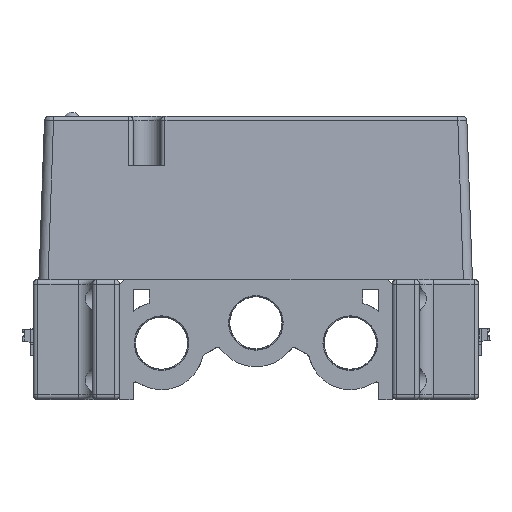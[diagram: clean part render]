
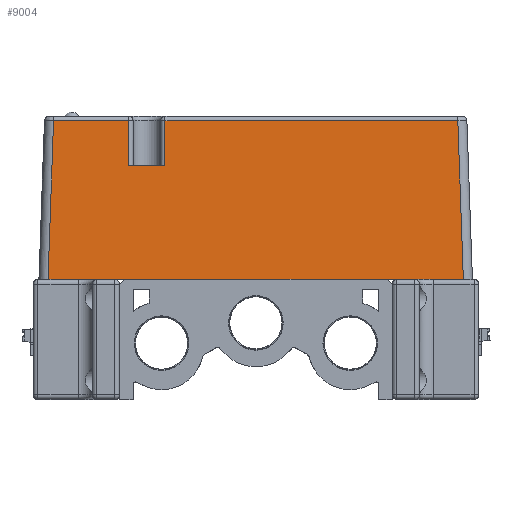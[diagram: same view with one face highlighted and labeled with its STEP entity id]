
A CAD part, front view. The second image highlights one B-rep face of the part: STEP entity #9004.
In plain terms, the highlighted planar face has unit normal (0, -0.999, 0.035).
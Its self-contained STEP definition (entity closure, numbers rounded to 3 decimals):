
#2656=FACE_OUTER_BOUND('',#25337,.T.);
#9004=ADVANCED_FACE('',(#2656),#15469,.T.);
#15469=PLANE('',#132817);
#25337=EDGE_LOOP('',(#34860,#34861,#34862,#34863,#34864,#34865,#34866,#34867,
#34868,#34869));
#34860=ORIENTED_EDGE('',*,*,#84601,.T.);
#34861=ORIENTED_EDGE('',*,*,#84602,.T.);
#34862=ORIENTED_EDGE('',*,*,#84603,.T.);
#34863=ORIENTED_EDGE('',*,*,#84604,.F.);
#34864=ORIENTED_EDGE('',*,*,#84605,.T.);
#34865=ORIENTED_EDGE('',*,*,#84606,.T.);
#34866=ORIENTED_EDGE('',*,*,#84607,.T.);
#34867=ORIENTED_EDGE('',*,*,#84135,.T.);
#34868=ORIENTED_EDGE('',*,*,#84057,.T.);
#34869=ORIENTED_EDGE('',*,*,#84608,.T.);
#71343=VERTEX_POINT('',#180776);
#71344=VERTEX_POINT('',#180778);
#71405=VERTEX_POINT('',#180934);
#71769=VERTEX_POINT('',#182242);
#71770=VERTEX_POINT('',#182243);
#71771=VERTEX_POINT('',#182245);
#71772=VERTEX_POINT('',#182247);
#71773=VERTEX_POINT('',#182249);
#71774=VERTEX_POINT('',#182251);
#71775=VERTEX_POINT('',#182253);
#84057=EDGE_CURVE('',#71344,#71343,#102718,.T.);
#84135=EDGE_CURVE('',#71405,#71344,#102780,.T.);
#84601=EDGE_CURVE('',#71769,#71770,#103088,.T.);
#84602=EDGE_CURVE('',#71770,#71771,#103089,.T.);
#84603=EDGE_CURVE('',#71771,#71772,#103090,.T.);
#84604=EDGE_CURVE('',#71773,#71772,#103091,.T.);
#84605=EDGE_CURVE('',#71773,#71774,#103092,.T.);
#84606=EDGE_CURVE('',#71774,#71775,#103093,.T.);
#84607=EDGE_CURVE('',#71775,#71405,#103094,.T.);
#84608=EDGE_CURVE('',#71343,#71769,#103095,.T.);
#102718=LINE('',#180777,#117513);
#102780=LINE('',#180933,#117575);
#103088=LINE('',#182241,#117883);
#103089=LINE('',#182244,#117884);
#103090=LINE('',#182246,#117885);
#103091=LINE('',#182248,#117886);
#103092=LINE('',#182250,#117887);
#103093=LINE('',#182252,#117888);
#103094=LINE('',#182254,#117889);
#103095=LINE('',#182255,#117890);
#117513=VECTOR('',#143560,1.);
#117575=VECTOR('',#143688,1.);
#117883=VECTOR('',#144488,1.);
#117884=VECTOR('',#144489,1.);
#117885=VECTOR('',#144490,1.);
#117886=VECTOR('',#144491,1.);
#117887=VECTOR('',#144492,1.);
#117888=VECTOR('',#144493,1.);
#117889=VECTOR('',#144494,1.);
#117890=VECTOR('',#144495,1.);
#132817=AXIS2_PLACEMENT_3D('',#182256,#144496,#144497);
#143560=DIRECTION('',(1.,0.,0.));
#143688=DIRECTION('',(1.,0.,0.));
#144488=DIRECTION('',(-0.035,0.035,0.999));
#144489=DIRECTION('',(-1.,0.,0.));
#144490=DIRECTION('',(0.,-0.035,-0.999));
#144491=DIRECTION('',(1.,0.,0.));
#144492=DIRECTION('',(0.,0.035,0.999));
#144493=DIRECTION('',(-1.,0.,0.));
#144494=DIRECTION('',(-0.035,-0.035,-0.999));
#144495=DIRECTION('',(1.,0.,0.));
#144496=DIRECTION('',(0.,-0.999,0.035));
#144497=DIRECTION('',(0.,0.035,0.999));
#180776=CARTESIAN_POINT('',(581.05,-1316.826,-0.1));
#180777=CARTESIAN_POINT('',(580.05,-1316.826,-0.1));
#180778=CARTESIAN_POINT('',(519.05,-1316.826,-0.1));
#180933=CARTESIAN_POINT('',(580.05,-1316.826,-0.1));
#180934=CARTESIAN_POINT('',(504.313,-1316.826,-0.1));
#182241=CARTESIAN_POINT('',(595.944,-1317.083,-7.463));
#182242=CARTESIAN_POINT('',(595.687,-1316.826,-0.1));
#182243=CARTESIAN_POINT('',(594.467,-1315.606,34.835));
#182244=CARTESIAN_POINT('',(530.05,-1315.606,34.835));
#182245=CARTESIAN_POINT('',(530.05,-1315.606,34.835));
#182246=CARTESIAN_POINT('',(530.05,-1315.953,24.9));
#182247=CARTESIAN_POINT('',(530.05,-1315.953,24.9));
#182248=CARTESIAN_POINT('',(526.05,-1315.953,24.9));
#182249=CARTESIAN_POINT('',(522.05,-1315.953,24.9));
#182250=CARTESIAN_POINT('',(522.05,-1315.606,34.835));
#182251=CARTESIAN_POINT('',(522.05,-1315.606,34.835));
#182252=CARTESIAN_POINT('',(504.567,-1315.606,34.835));
#182253=CARTESIAN_POINT('',(505.533,-1315.606,34.835));
#182254=CARTESIAN_POINT('',(504.056,-1317.083,-7.463));
#182255=CARTESIAN_POINT('',(580.05,-1316.826,-0.1));
#182256=CARTESIAN_POINT('',(550.,-1317.141,-9.1));
